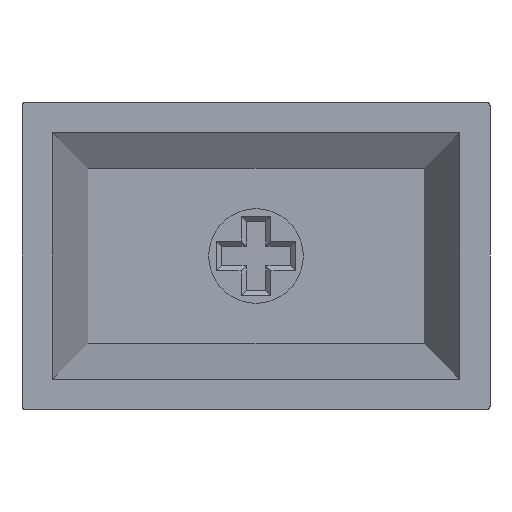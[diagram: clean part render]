
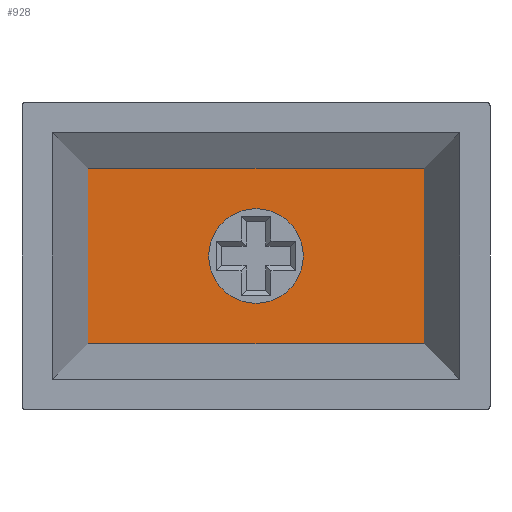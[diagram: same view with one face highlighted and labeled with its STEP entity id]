
A CAD part, front view. The second image highlights one B-rep face of the part: STEP entity #928.
In plain terms, the highlighted planar face has unit normal (0, -1, 0).
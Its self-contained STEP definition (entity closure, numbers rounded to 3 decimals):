
#55=FACE_BOUND('',#166,.T.);
#57=CIRCLE('',#977,2.8);
#108=FACE_OUTER_BOUND('',#165,.T.);
#165=EDGE_LOOP('',(#760,#761,#762,#763));
#166=EDGE_LOOP('',(#764));
#247=LINE('',#1647,#343);
#257=LINE('',#1696,#353);
#265=LINE('',#1719,#361);
#266=LINE('',#1720,#362);
#343=VECTOR('',#1144,10.);
#353=VECTOR('',#1162,10.);
#361=VECTOR('',#1182,10.);
#362=VECTOR('',#1183,10.);
#414=VERTEX_POINT('',#1362);
#425=VERTEX_POINT('',#1644);
#426=VERTEX_POINT('',#1646);
#435=VERTEX_POINT('',#1695);
#444=VERTEX_POINT('',#1718);
#522=EDGE_CURVE('',#414,#414,#57,.T.);
#534=EDGE_CURVE('',#426,#425,#247,.T.);
#547=EDGE_CURVE('',#435,#426,#257,.T.);
#559=EDGE_CURVE('',#425,#444,#265,.T.);
#560=EDGE_CURVE('',#444,#435,#266,.T.);
#760=ORIENTED_EDGE('',*,*,#559,.T.);
#761=ORIENTED_EDGE('',*,*,#560,.T.);
#762=ORIENTED_EDGE('',*,*,#547,.T.);
#763=ORIENTED_EDGE('',*,*,#534,.T.);
#764=ORIENTED_EDGE('',*,*,#522,.T.);
#887=PLANE('',#992);
#928=ADVANCED_FACE('',(#108,#55),#887,.F.);
#977=AXIS2_PLACEMENT_3D('',#1363,#1130,#1131);
#992=AXIS2_PLACEMENT_3D('',#1717,#1180,#1181);
#1130=DIRECTION('center_axis',(0.,1.,0.));
#1131=DIRECTION('ref_axis',(1.,0.,0.));
#1144=DIRECTION('',(0.,0.,-1.));
#1162=DIRECTION('',(-1.,0.,0.));
#1180=DIRECTION('center_axis',(0.,1.,0.));
#1181=DIRECTION('ref_axis',(0.,0.,1.));
#1182=DIRECTION('',(1.,0.,0.));
#1183=DIRECTION('',(0.,0.,1.));
#1362=CARTESIAN_POINT('',(-2.8,8.,0.));
#1363=CARTESIAN_POINT('Origin',(0.,8.,0.));
#1644=CARTESIAN_POINT('',(-9.95,8.,-5.2));
#1646=CARTESIAN_POINT('',(-9.95,8.,5.2));
#1647=CARTESIAN_POINT('',(-9.95,8.,3.65));
#1695=CARTESIAN_POINT('',(9.95,8.,5.2));
#1696=CARTESIAN_POINT('',(4.75,8.,5.2));
#1717=CARTESIAN_POINT('Origin',(4.75,8.,0.));
#1718=CARTESIAN_POINT('',(9.95,8.,-5.2));
#1719=CARTESIAN_POINT('',(0.45,8.,-5.2));
#1720=CARTESIAN_POINT('',(9.95,8.,5.2));
